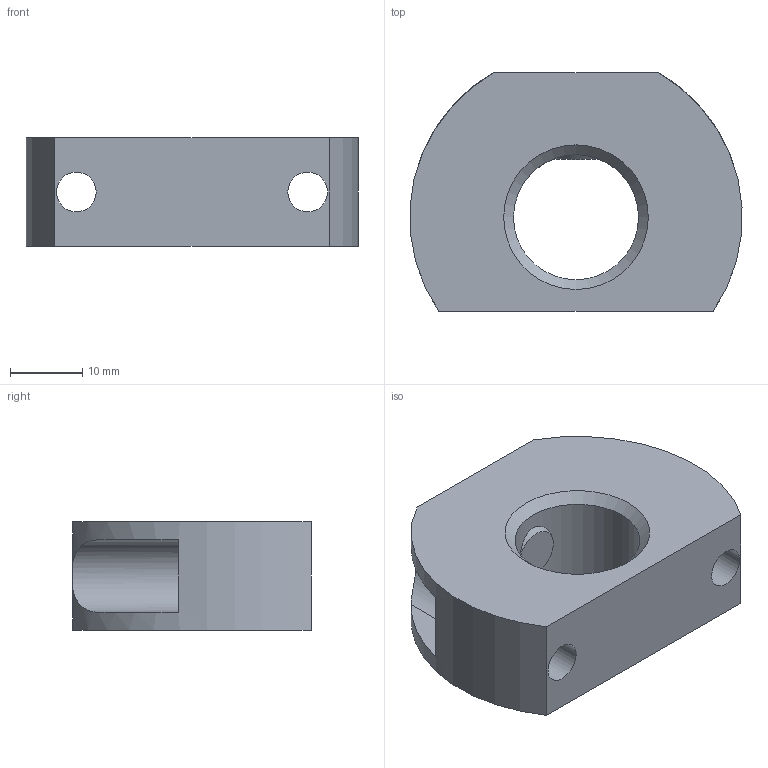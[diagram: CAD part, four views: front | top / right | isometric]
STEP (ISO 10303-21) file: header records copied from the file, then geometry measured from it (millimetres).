
FILE_DESCRIPTION( ( 'STEP AP214' ), '1' );
FILE_NAME( 'K0638.220_B.stp', '2021-01-06T10:47:13', ( '' ), ( '' ), ' ', 'PARTsolutions', ' ' );
FILE_SCHEMA( ( 'AUTOMOTIVE_DESIGN { 1 0 10303 214 1 1 1 1 }' ) );
Length unit declared in the file: millimetre
Products named in the file (1): _K0638.220_B
Bounding box: 45.91 x 33 x 15 mm (x, y, z)
Volume: 13232.1 mm3; surface area: 6218.1 mm2
Topology: 1 solids, 1 shells, 34 faces, 84 edges, 55 vertices
Faces by surface type: plane 21, cylinder 7, cone 6
Full cylindrical faces by diameter (mm): 5.5 x2, 10 x2, 17.294 x1
Entity records: 1356 total; most frequent: CARTESIAN_POINT 281, DIRECTION 164, ORIENTED_EDGE 146, EDGE_CURVE 73, AXIS2_PLACEMENT_3D 62, VERTEX_POINT 53, EDGE_LOOP 52, LINE 40
